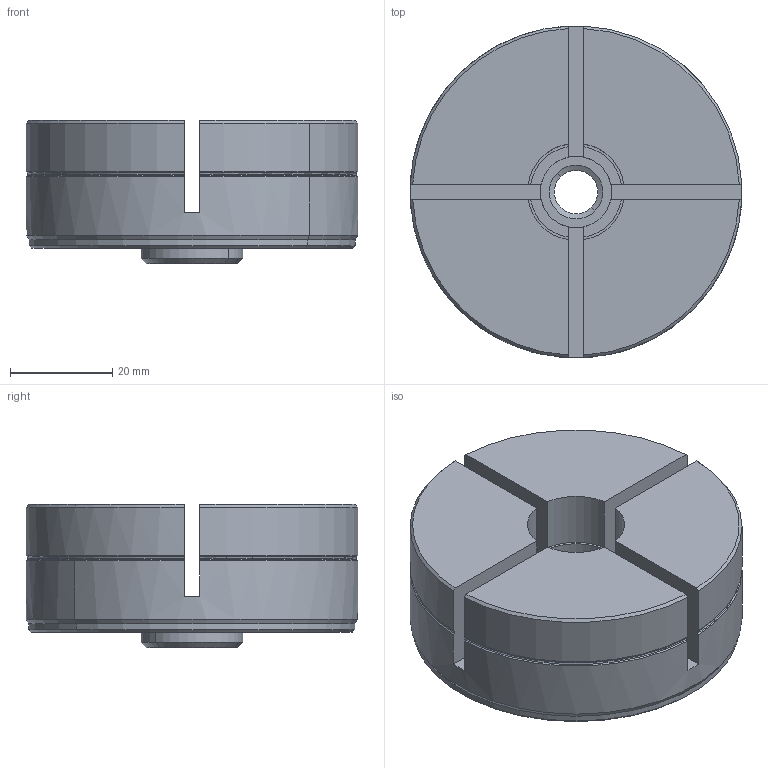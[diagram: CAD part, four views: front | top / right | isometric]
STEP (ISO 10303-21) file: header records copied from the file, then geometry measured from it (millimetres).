
FILE_DESCRIPTION (( 'STEP AP203' ), '1' );
FILE_NAME ('cp121-06501.STEP', '2021-10-25T23:34:17', ( '' ), ( '' ), 'SwSTEP 2.0', 'SolidWorks 2020', '' );
FILE_SCHEMA (( 'CONFIG_CONTROL_DESIGN' ));
Length unit declared in the file: millimetre
Products named in the file (1): cp121-06501
Bounding box: 64.99 x 64.99 x 28 mm (x, y, z)
Volume: 59376.2 mm3; surface area: 17182.8 mm2
Topology: 1 solids, 1 shells, 105 faces, 284 edges, 182 vertices
Faces by surface type: plane 33, cone 30, cylinder 28, torus 14
Entity records: 3455 total; most frequent: CARTESIAN_POINT 728, ORIENTED_EDGE 568, DIRECTION 566, EDGE_CURVE 284, AXIS2_PLACEMENT_3D 226, VERTEX_POINT 182, CIRCLE 120, LINE 114
